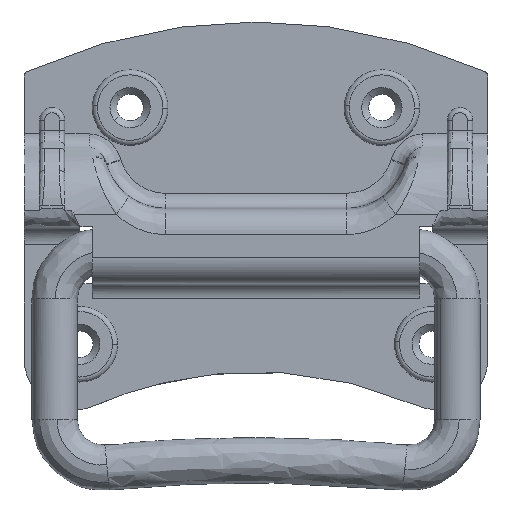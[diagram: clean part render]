
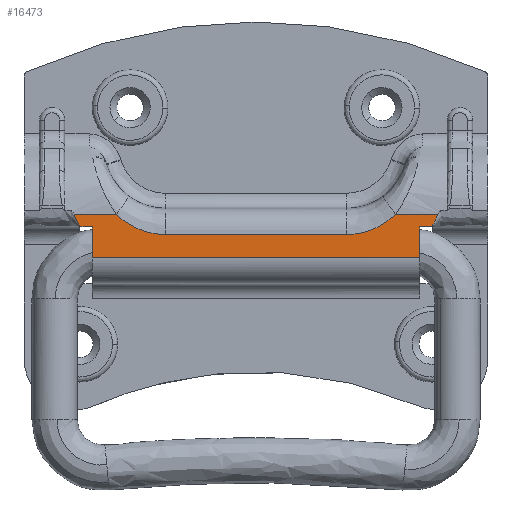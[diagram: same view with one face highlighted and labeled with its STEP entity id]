
A CAD part, front view. The second image highlights one B-rep face of the part: STEP entity #16473.
In plain terms, the highlighted free-form (B-spline) face has degree [1, 1] with [2, 2] control points.
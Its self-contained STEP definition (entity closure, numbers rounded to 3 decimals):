
#11255=CARTESIAN_POINT('',(36.125,-6.3,7.3));
#11256=VERTEX_POINT('',#11255);
#11282=CARTESIAN_POINT('',(34.313,-6.3,4.881));
#11283=VERTEX_POINT('',#11282);
#11284=CARTESIAN_POINT('',(34.313,-6.3,4.881));
#11285=CARTESIAN_POINT('',(34.458,-6.3,4.887));
#11286=CARTESIAN_POINT('',(34.604,-6.3,4.894));
#11287=CARTESIAN_POINT('',(34.75,-6.3,4.9));
#11288=CARTESIAN_POINT('',(35.208,-6.3,4.92));
#11289=CARTESIAN_POINT('',(35.667,-6.3,6.261));
#11290=CARTESIAN_POINT('',(36.125,-6.3,7.3));
#11291=B_SPLINE_CURVE_WITH_KNOTS('',3,(#11284,#11285,#11286,#11287,#11288,#11289,#11290),.UNSPECIFIED.,.F.,.U.,(4,3,4),(0.045,0.056,0.09),.UNSPECIFIED.);
#11292=EDGE_CURVE('',#11283,#11256,#11291,.T.);
#11294=CARTESIAN_POINT('',(32.5,-6.3,4.8));
#11295=VERTEX_POINT('',#11294);
#11296=CARTESIAN_POINT('',(32.5,-6.3,4.8));
#11297=CARTESIAN_POINT('',(34.313,-6.3,4.881));
#11298=QUASI_UNIFORM_CURVE('',1,(#11296,#11297),.UNSPECIFIED.,.F.,.U.);
#11299=EDGE_CURVE('',#11295,#11283,#11298,.T.);
#11377=CARTESIAN_POINT('',(-36.126,-6.3,7.3));
#11378=VERTEX_POINT('',#11377);
#11439=CARTESIAN_POINT('',(-32.501,-6.3,4.8));
#11440=VERTEX_POINT('',#11439);
#11454=CARTESIAN_POINT('',(-34.313,-6.3,4.881));
#11455=VERTEX_POINT('',#11454);
#11456=CARTESIAN_POINT('',(-34.313,-6.3,4.881));
#11457=CARTESIAN_POINT('',(-32.501,-6.3,4.8));
#11458=QUASI_UNIFORM_CURVE('',1,(#11456,#11457),.UNSPECIFIED.,.F.,.U.);
#11459=EDGE_CURVE('',#11455,#11440,#11458,.T.);
#11461=CARTESIAN_POINT('',(-36.126,-6.3,7.3));
#11462=CARTESIAN_POINT('',(-35.667,-6.3,6.261));
#11463=CARTESIAN_POINT('',(-35.209,-6.3,4.92));
#11464=CARTESIAN_POINT('',(-34.751,-6.3,4.9));
#11465=CARTESIAN_POINT('',(-34.605,-6.3,4.894));
#11466=CARTESIAN_POINT('',(-34.459,-6.3,4.887));
#11467=CARTESIAN_POINT('',(-34.313,-6.3,4.881));
#11468=B_SPLINE_CURVE_WITH_KNOTS('',3,(#11461,#11462,#11463,#11464,#11465,#11466,#11467),.UNSPECIFIED.,.F.,.U.,(4,3,4),(0.91,0.944,0.955),.UNSPECIFIED.);
#11469=EDGE_CURVE('',#11378,#11455,#11468,.T.);
#13430=CARTESIAN_POINT('',(-27.726,-6.3,7.3));
#13431=VERTEX_POINT('',#13430);
#13571=CARTESIAN_POINT('',(-17.989,-6.3,3.3));
#13572=VERTEX_POINT('',#13571);
#13610=CARTESIAN_POINT('',(-17.989,-6.3,3.3));
#13611=CARTESIAN_POINT('',(-20.805,-6.3,3.3));
#13612=CARTESIAN_POINT('',(-23.446,-6.3,4.441));
#13613=CARTESIAN_POINT('',(-25.802,-6.3,5.458));
#13614=CARTESIAN_POINT('',(-27.726,-6.3,7.3));
#13615=B_SPLINE_CURVE_WITH_KNOTS('',2,(#13610,#13611,#13612,#13613,#13614),.UNSPECIFIED.,.F.,.U.,(3,2,3),(0.0,0.5,1.0),.UNSPECIFIED.);
#13616=EDGE_CURVE('',#13572,#13431,#13615,.T.);
#13635=CARTESIAN_POINT('',(17.989,-6.3,3.3));
#13636=VERTEX_POINT('',#13635);
#13657=CARTESIAN_POINT('',(17.989,-6.3,3.3));
#13658=CARTESIAN_POINT('',(-17.989,-6.3,3.3));
#13659=QUASI_UNIFORM_CURVE('',1,(#13657,#13658),.UNSPECIFIED.,.F.,.U.);
#13660=EDGE_CURVE('',#13636,#13572,#13659,.T.);
#13703=CARTESIAN_POINT('',(27.73,-6.3,7.3));
#13704=VERTEX_POINT('',#13703);
#13739=CARTESIAN_POINT('',(27.73,-6.3,7.3));
#13740=CARTESIAN_POINT('',(25.824,-6.3,5.469));
#13741=CARTESIAN_POINT('',(23.454,-6.3,4.443));
#13742=CARTESIAN_POINT('',(20.818,-6.3,3.3));
#13743=CARTESIAN_POINT('',(17.989,-6.3,3.3));
#13744=B_SPLINE_CURVE_WITH_KNOTS('',2,(#13739,#13740,#13741,#13742,#13743),.UNSPECIFIED.,.F.,.U.,(3,2,3),(0.,0.5,1.0),.UNSPECIFIED.);
#13745=EDGE_CURVE('',#13704,#13636,#13744,.T.);
#15891=CARTESIAN_POINT('',(32.5,-6.3,-1.3));
#15892=VERTEX_POINT('',#15891);
#15893=CARTESIAN_POINT('',(32.5,-6.3,-1.3));
#15894=CARTESIAN_POINT('',(32.5,-6.3,4.8));
#15895=QUASI_UNIFORM_CURVE('',1,(#15893,#15894),.UNSPECIFIED.,.F.,.U.);
#15896=EDGE_CURVE('',#15892,#11295,#15895,.T.);
#16022=CARTESIAN_POINT('',(-32.501,-6.3,-1.3));
#16023=VERTEX_POINT('',#16022);
#16037=CARTESIAN_POINT('',(-32.501,-6.3,-1.3));
#16038=CARTESIAN_POINT('',(-32.501,-6.3,4.8));
#16039=QUASI_UNIFORM_CURVE('',1,(#16037,#16038),.UNSPECIFIED.,.F.,.U.);
#16040=EDGE_CURVE('',#16023,#11440,#16039,.T.);
#16092=CARTESIAN_POINT('',(32.5,-6.3,-1.3));
#16093=CARTESIAN_POINT('',(-32.501,-6.3,-1.3));
#16094=QUASI_UNIFORM_CURVE('',1,(#16092,#16093),.UNSPECIFIED.,.F.,.U.);
#16095=EDGE_CURVE('',#15892,#16023,#16094,.T.);
#16241=CARTESIAN_POINT('',(36.125,-6.3,7.3));
#16242=CARTESIAN_POINT('',(27.73,-6.3,7.3));
#16243=QUASI_UNIFORM_CURVE('',1,(#16241,#16242),.UNSPECIFIED.,.F.,.U.);
#16244=EDGE_CURVE('',#11256,#13704,#16243,.T.);
#16444=CARTESIAN_POINT('',(-27.726,-6.3,7.3));
#16445=CARTESIAN_POINT('',(-36.126,-6.3,7.3));
#16446=QUASI_UNIFORM_CURVE('',1,(#16444,#16445),.UNSPECIFIED.,.F.,.U.);
#16447=EDGE_CURVE('',#13431,#11378,#16446,.T.);
#16454=CARTESIAN_POINT('',(-39.735,-6.3,-1.73));
#16455=CARTESIAN_POINT('',(-39.735,-6.3,7.73));
#16456=CARTESIAN_POINT('',(39.734,-6.3,-1.73));
#16457=CARTESIAN_POINT('',(39.734,-6.3,7.73));
#16458=B_SPLINE_SURFACE_WITH_KNOTS('',1,1,((#16454,#16456),(#16455,#16457)),.UNSPECIFIED.,.F.,.F.,.U.,(2,2),(2,2),(0.0,9.459),(0.0,79.469),.UNSPECIFIED.);
#16459=ORIENTED_EDGE('',*,*,#16447,.T.);
#16460=ORIENTED_EDGE('',*,*,#11469,.T.);
#16461=ORIENTED_EDGE('',*,*,#11459,.T.);
#16462=ORIENTED_EDGE('',*,*,#16040,.F.);
#16463=ORIENTED_EDGE('',*,*,#16095,.F.);
#16464=ORIENTED_EDGE('',*,*,#15896,.T.);
#16465=ORIENTED_EDGE('',*,*,#11299,.T.);
#16466=ORIENTED_EDGE('',*,*,#11292,.T.);
#16467=ORIENTED_EDGE('',*,*,#16244,.T.);
#16468=ORIENTED_EDGE('',*,*,#13745,.T.);
#16469=ORIENTED_EDGE('',*,*,#13660,.T.);
#16470=ORIENTED_EDGE('',*,*,#13616,.T.);
#16471=EDGE_LOOP('',(#16459,#16460,#16461,#16462,#16463,#16464,#16465,#16466,#16467,#16468,#16469,#16470));
#16472=FACE_OUTER_BOUND('',#16471,.T.);
#16473=ADVANCED_FACE('',(#16472),#16458,.F.);
